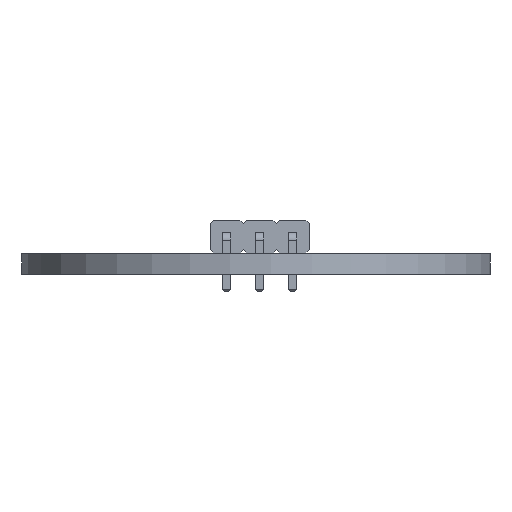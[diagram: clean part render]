
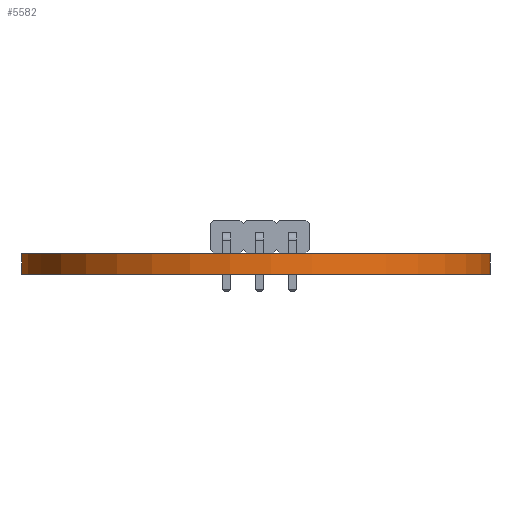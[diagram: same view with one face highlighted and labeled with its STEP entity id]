
A CAD part, left-side view. The second image highlights one B-rep face of the part: STEP entity #5582.
In plain terms, the highlighted cylindrical face has radius 18.054 mm (diameter 36.108 mm), a partial arc.
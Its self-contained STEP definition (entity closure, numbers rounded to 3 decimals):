
#5018 = PLANE('',#5019);
#5019 = AXIS2_PLACEMENT_3D('',#5020,#5021,#5022);
#5020 = CARTESIAN_POINT('',(117.552,-95.77,0.));
#5021 = DIRECTION('',(0.001,1.,-0.));
#5022 = DIRECTION('',(1.,-0.001,0.));
#5046 = PLANE('',#5047);
#5047 = AXIS2_PLACEMENT_3D('',#5048,#5049,#5050);
#5048 = CARTESIAN_POINT('',(105.275,-100.087,1.6));
#5049 = DIRECTION('',(-0.,-0.,-1.));
#5050 = DIRECTION('',(-1.,0.,0.));
#5074 = PLANE('',#5075);
#5075 = AXIS2_PLACEMENT_3D('',#5076,#5077,#5078);
#5076 = CARTESIAN_POINT('',(127.744,-105.,0.));
#5077 = DIRECTION('',(0.,-1.,0.));
#5078 = DIRECTION('',(-1.,0.,0.));
#5100 = PLANE('',#5101);
#5101 = AXIS2_PLACEMENT_3D('',#5102,#5103,#5104);
#5102 = CARTESIAN_POINT('',(105.275,-100.087,0.));
#5103 = DIRECTION('',(-0.,-0.,-1.));
#5104 = DIRECTION('',(-1.,0.,0.));
#5115 = EDGE_CURVE('',#5116,#5118,#5120,.T.);
#5116 = VERTEX_POINT('',#5117);
#5117 = CARTESIAN_POINT('',(117.552,-95.77,0.));
#5118 = VERTEX_POINT('',#5119);
#5119 = CARTESIAN_POINT('',(117.552,-95.77,1.6));
#5120 = SURFACE_CURVE('',#5121,(#5125,#5132),.PCURVE_S1.);
#5121 = LINE('',#5122,#5123);
#5122 = CARTESIAN_POINT('',(117.552,-95.77,0.));
#5123 = VECTOR('',#5124,1.);
#5124 = DIRECTION('',(0.,0.,1.));
#5125 = PCURVE('',#5018,#5126);
#5126 = DEFINITIONAL_REPRESENTATION('',(#5127),#5131);
#5127 = LINE('',#5128,#5129);
#5128 = CARTESIAN_POINT('',(0.,0.));
#5129 = VECTOR('',#5130,1.);
#5130 = DIRECTION('',(0.,-1.));
#5131 = ( GEOMETRIC_REPRESENTATION_CONTEXT(2) 
PARAMETRIC_REPRESENTATION_CONTEXT() REPRESENTATION_CONTEXT('2D SPACE',''
  ) );
#5132 = PCURVE('',#5133,#5138);
#5133 = CYLINDRICAL_SURFACE('',#5134,18.054);
#5134 = AXIS2_PLACEMENT_3D('',#5135,#5136,#5137);
#5135 = CARTESIAN_POINT('',(100.,-100.,0.));
#5136 = DIRECTION('',(-0.,-0.,-1.));
#5137 = DIRECTION('',(1.,0.,-0.));
#5138 = DEFINITIONAL_REPRESENTATION('',(#5139),#5143);
#5139 = LINE('',#5140,#5141);
#5140 = CARTESIAN_POINT('',(-0.236,0.));
#5141 = VECTOR('',#5142,1.);
#5142 = DIRECTION('',(-0.,-1.));
#5143 = ( GEOMETRIC_REPRESENTATION_CONTEXT(2) 
PARAMETRIC_REPRESENTATION_CONTEXT() REPRESENTATION_CONTEXT('2D SPACE',''
  ) );
#5193 = VERTEX_POINT('',#5194);
#5194 = CARTESIAN_POINT('',(117.348,-105.,1.6));
#5215 = EDGE_CURVE('',#5216,#5193,#5218,.T.);
#5216 = VERTEX_POINT('',#5217);
#5217 = CARTESIAN_POINT('',(117.348,-105.,0.));
#5218 = SURFACE_CURVE('',#5219,(#5223,#5230),.PCURVE_S1.);
#5219 = LINE('',#5220,#5221);
#5220 = CARTESIAN_POINT('',(117.348,-105.,0.));
#5221 = VECTOR('',#5222,1.);
#5222 = DIRECTION('',(0.,0.,1.));
#5223 = PCURVE('',#5074,#5224);
#5224 = DEFINITIONAL_REPRESENTATION('',(#5225),#5229);
#5225 = LINE('',#5226,#5227);
#5226 = CARTESIAN_POINT('',(10.396,0.));
#5227 = VECTOR('',#5228,1.);
#5228 = DIRECTION('',(0.,-1.));
#5229 = ( GEOMETRIC_REPRESENTATION_CONTEXT(2) 
PARAMETRIC_REPRESENTATION_CONTEXT() REPRESENTATION_CONTEXT('2D SPACE',''
  ) );
#5230 = PCURVE('',#5133,#5231);
#5231 = DEFINITIONAL_REPRESENTATION('',(#5232),#5236);
#5232 = LINE('',#5233,#5234);
#5233 = CARTESIAN_POINT('',(-6.003,0.));
#5234 = VECTOR('',#5235,1.);
#5235 = DIRECTION('',(-0.,-1.));
#5236 = ( GEOMETRIC_REPRESENTATION_CONTEXT(2) 
PARAMETRIC_REPRESENTATION_CONTEXT() REPRESENTATION_CONTEXT('2D SPACE',''
  ) );
#5264 = EDGE_CURVE('',#5116,#5216,#5265,.T.);
#5265 = SURFACE_CURVE('',#5266,(#5271,#5282),.PCURVE_S1.);
#5266 = CIRCLE('',#5267,18.054);
#5267 = AXIS2_PLACEMENT_3D('',#5268,#5269,#5270);
#5268 = CARTESIAN_POINT('',(100.,-100.,0.));
#5269 = DIRECTION('',(0.,0.,1.));
#5270 = DIRECTION('',(1.,0.,-0.));
#5271 = PCURVE('',#5100,#5272);
#5272 = DEFINITIONAL_REPRESENTATION('',(#5273),#5281);
#5273 = ( BOUNDED_CURVE() B_SPLINE_CURVE(2,(#5274,#5275,#5276,#5277,
#5278,#5279,#5280),.UNSPECIFIED.,.T.,.F.) B_SPLINE_CURVE_WITH_KNOTS((1,2
    ,2,2,2,1),(-2.094,0.,2.094,4.189,
6.283,8.378),.UNSPECIFIED.) CURVE() 
GEOMETRIC_REPRESENTATION_ITEM() RATIONAL_B_SPLINE_CURVE((1.,0.5,1.,0.5,
1.,0.5,1.)) REPRESENTATION_ITEM('') );
#5274 = CARTESIAN_POINT('',(-12.779,0.087));
#5275 = CARTESIAN_POINT('',(-12.779,31.358));
#5276 = CARTESIAN_POINT('',(14.302,15.723));
#5277 = CARTESIAN_POINT('',(41.383,0.087));
#5278 = CARTESIAN_POINT('',(14.302,-15.548));
#5279 = CARTESIAN_POINT('',(-12.779,-31.183));
#5280 = CARTESIAN_POINT('',(-12.779,0.087));
#5281 = ( GEOMETRIC_REPRESENTATION_CONTEXT(2) 
PARAMETRIC_REPRESENTATION_CONTEXT() REPRESENTATION_CONTEXT('2D SPACE',''
  ) );
#5282 = PCURVE('',#5133,#5283);
#5283 = DEFINITIONAL_REPRESENTATION('',(#5284),#5288);
#5284 = LINE('',#5285,#5286);
#5285 = CARTESIAN_POINT('',(-0.,0.));
#5286 = VECTOR('',#5287,1.);
#5287 = DIRECTION('',(-1.,0.));
#5288 = ( GEOMETRIC_REPRESENTATION_CONTEXT(2) 
PARAMETRIC_REPRESENTATION_CONTEXT() REPRESENTATION_CONTEXT('2D SPACE',''
  ) );
#5436 = EDGE_CURVE('',#5118,#5193,#5437,.T.);
#5437 = SURFACE_CURVE('',#5438,(#5443,#5454),.PCURVE_S1.);
#5438 = CIRCLE('',#5439,18.054);
#5439 = AXIS2_PLACEMENT_3D('',#5440,#5441,#5442);
#5440 = CARTESIAN_POINT('',(100.,-100.,1.6));
#5441 = DIRECTION('',(0.,0.,1.));
#5442 = DIRECTION('',(1.,0.,-0.));
#5443 = PCURVE('',#5046,#5444);
#5444 = DEFINITIONAL_REPRESENTATION('',(#5445),#5453);
#5445 = ( BOUNDED_CURVE() B_SPLINE_CURVE(2,(#5446,#5447,#5448,#5449,
#5450,#5451,#5452),.UNSPECIFIED.,.T.,.F.) B_SPLINE_CURVE_WITH_KNOTS((1,2
    ,2,2,2,1),(-2.094,0.,2.094,4.189,
6.283,8.378),.UNSPECIFIED.) CURVE() 
GEOMETRIC_REPRESENTATION_ITEM() RATIONAL_B_SPLINE_CURVE((1.,0.5,1.,0.5,
1.,0.5,1.)) REPRESENTATION_ITEM('') );
#5446 = CARTESIAN_POINT('',(-12.779,0.087));
#5447 = CARTESIAN_POINT('',(-12.779,31.358));
#5448 = CARTESIAN_POINT('',(14.302,15.723));
#5449 = CARTESIAN_POINT('',(41.383,0.087));
#5450 = CARTESIAN_POINT('',(14.302,-15.548));
#5451 = CARTESIAN_POINT('',(-12.779,-31.183));
#5452 = CARTESIAN_POINT('',(-12.779,0.087));
#5453 = ( GEOMETRIC_REPRESENTATION_CONTEXT(2) 
PARAMETRIC_REPRESENTATION_CONTEXT() REPRESENTATION_CONTEXT('2D SPACE',''
  ) );
#5454 = PCURVE('',#5133,#5455);
#5455 = DEFINITIONAL_REPRESENTATION('',(#5456),#5460);
#5456 = LINE('',#5457,#5458);
#5457 = CARTESIAN_POINT('',(-0.,-1.6));
#5458 = VECTOR('',#5459,1.);
#5459 = DIRECTION('',(-1.,0.));
#5460 = ( GEOMETRIC_REPRESENTATION_CONTEXT(2) 
PARAMETRIC_REPRESENTATION_CONTEXT() REPRESENTATION_CONTEXT('2D SPACE',''
  ) );
#5582 = ADVANCED_FACE('',(#5583),#5133,.T.);
#5583 = FACE_BOUND('',#5584,.F.);
#5584 = EDGE_LOOP('',(#5585,#5586,#5587,#5588));
#5585 = ORIENTED_EDGE('',*,*,#5115,.T.);
#5586 = ORIENTED_EDGE('',*,*,#5436,.T.);
#5587 = ORIENTED_EDGE('',*,*,#5215,.F.);
#5588 = ORIENTED_EDGE('',*,*,#5264,.F.);
